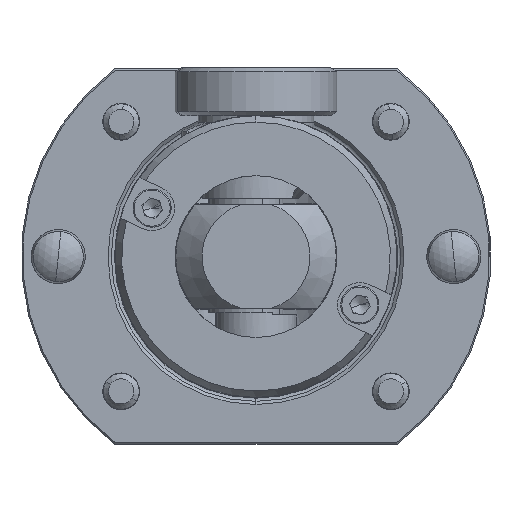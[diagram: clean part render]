
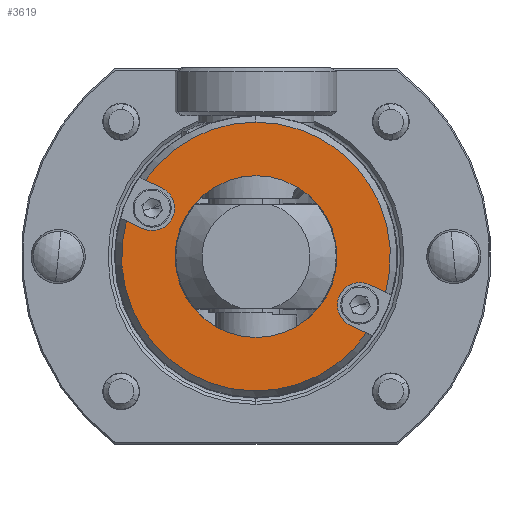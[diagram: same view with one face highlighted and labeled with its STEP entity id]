
A CAD part, left-side view. The second image highlights one B-rep face of the part: STEP entity #3619.
In plain terms, the highlighted planar face has unit normal (-1, 0, 0).
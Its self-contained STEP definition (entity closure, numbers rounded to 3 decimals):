
#128 = DIRECTION ( 'NONE',  ( 1., 0., 0. ) ) ;
#523 = ORIENTED_EDGE ( 'NONE', *, *, #27677, .F. ) ;
#617 = VERTEX_POINT ( 'NONE', #30181 ) ;
#779 = CARTESIAN_POINT ( 'NONE',  ( -86.8, 0., 0. ) ) ;
#1199 = VERTEX_POINT ( 'NONE', #26357 ) ;
#1310 = CIRCLE ( 'NONE', #4308, 29.907 ) ;
#1649 = DIRECTION ( 'NONE',  ( 0., 0., -1. ) ) ;
#2562 = AXIS2_PLACEMENT_3D ( 'NONE', #3005, #2994, #2930 ) ;
#2738 = VERTEX_POINT ( 'NONE', #19290 ) ;
#2827 = CARTESIAN_POINT ( 'NONE',  ( -86.8, 24.61, 16.993 ) ) ;
#2854 = VECTOR ( 'NONE', #24550, 1000. ) ;
#2930 = DIRECTION ( 'NONE',  ( 0., 0., 1. ) ) ;
#2994 = DIRECTION ( 'NONE',  ( -1., 0., 0. ) ) ;
#3005 = CARTESIAN_POINT ( 'NONE',  ( -86.8, 18., 0. ) ) ;
#3331 = DIRECTION ( 'NONE',  ( 0., 0., -1. ) ) ;
#3619 = ADVANCED_FACE ( 'NONE', ( #4044, #6374 ), #4883, .T. ) ;
#3972 = CARTESIAN_POINT ( 'NONE',  ( -86.8, -20.998, -15.308 ) ) ;
#4044 = FACE_OUTER_BOUND ( 'NONE', #5256, .T. ) ;
#4308 = AXIS2_PLACEMENT_3D ( 'NONE', #11201, #28464, #13659 ) ;
#4883 = PLANE ( 'NONE',  #2562 ) ;
#5256 = EDGE_LOOP ( 'NONE', ( #30536, #12187, #15589, #523, #30600, #24514, #17183, #19472, #26535, #19349 ) ) ;
#5443 = AXIS2_PLACEMENT_3D ( 'NONE', #31381, #16529, #1649 ) ;
#5486 = CIRCLE ( 'NONE', #13390, 29.907 ) ;
#6374 = FACE_BOUND ( 'NONE', #13878, .T. ) ;
#6419 = CIRCLE ( 'NONE', #5443, 18. ) ;
#6804 = VECTOR ( 'NONE', #26479, 1000. ) ;
#7358 = CARTESIAN_POINT ( 'NONE',  ( -86.8, 25.936, 17.611 ) ) ;
#8549 = CARTESIAN_POINT ( 'NONE',  ( -86.8, 28.836, 7.93 ) ) ;
#8613 = CIRCLE ( 'NONE', #10688, 18. ) ;
#9257 = VERTEX_POINT ( 'NONE', #2827 ) ;
#9653 = VERTEX_POINT ( 'NONE', #31147 ) ;
#10141 = CARTESIAN_POINT ( 'NONE',  ( -86.8, -23.111, -10.777 ) ) ;
#10244 = LINE ( 'NONE', #31109, #27557 ) ;
#10245 = LINE ( 'NONE', #7358, #2854 ) ;
#10688 = AXIS2_PLACEMENT_3D ( 'NONE', #12022, #29288, #14458 ) ;
#10781 = ORIENTED_EDGE ( 'NONE', *, *, #25393, .T. ) ;
#11201 = CARTESIAN_POINT ( 'NONE',  ( -86.8, 0., 0. ) ) ;
#11274 = DIRECTION ( 'NONE',  ( -1., 0., 0. ) ) ;
#12022 = CARTESIAN_POINT ( 'NONE',  ( -86.8, 0., 0. ) ) ;
#12130 = DIRECTION ( 'NONE',  ( 0., 0., -1. ) ) ;
#12187 = ORIENTED_EDGE ( 'NONE', *, *, #13450, .F. ) ;
#12641 = DIRECTION ( 'NONE',  ( 0., 0., 1. ) ) ;
#12923 = CARTESIAN_POINT ( 'NONE',  ( -86.8, -23.111, -10.777 ) ) ;
#13326 = LINE ( 'NONE', #3972, #6804 ) ;
#13390 = AXIS2_PLACEMENT_3D ( 'NONE', #23696, #128, #12130 ) ;
#13415 = CARTESIAN_POINT ( 'NONE',  ( -86.8, 30.162, 8.548 ) ) ;
#13450 = EDGE_CURVE ( 'NONE', #14191, #21243, #5486, .T. ) ;
#13659 = DIRECTION ( 'NONE',  ( 0., 0., -1. ) ) ;
#13878 = EDGE_LOOP ( 'NONE', ( #10781, #14309 ) ) ;
#14191 = VERTEX_POINT ( 'NONE', #22730 ) ;
#14288 = AXIS2_PLACEMENT_3D ( 'NONE', #10141, #27362, #12641 ) ;
#14309 = ORIENTED_EDGE ( 'NONE', *, *, #26707, .T. ) ;
#14458 = DIRECTION ( 'NONE',  ( 0., 0., -1. ) ) ;
#15388 = DIRECTION ( 'NONE',  ( 0., 0., 1. ) ) ;
#15589 = ORIENTED_EDGE ( 'NONE', *, *, #27516, .F. ) ;
#15792 = LINE ( 'NONE', #13415, #28934 ) ;
#16066 = VERTEX_POINT ( 'NONE', #29814 ) ;
#16272 = DIRECTION ( 'NONE',  ( 0., 0.906, 0.423 ) ) ;
#16529 = DIRECTION ( 'NONE',  ( 1., 0., 0. ) ) ;
#17183 = ORIENTED_EDGE ( 'NONE', *, *, #26003, .F. ) ;
#18085 = DIRECTION ( 'NONE',  ( 1., 0., 0. ) ) ;
#18197 = CARTESIAN_POINT ( 'NONE',  ( -86.8, -24.61, -16.993 ) ) ;
#18266 = CARTESIAN_POINT ( 'NONE',  ( -86.8, 0., 18. ) ) ;
#19290 = CARTESIAN_POINT ( 'NONE',  ( -86.8, 25.224, 6.245 ) ) ;
#19349 = ORIENTED_EDGE ( 'NONE', *, *, #23350, .F. ) ;
#19403 = EDGE_CURVE ( 'NONE', #16066, #9257, #10245, .T. ) ;
#19472 = ORIENTED_EDGE ( 'NONE', *, *, #22740, .F. ) ;
#21164 = CIRCLE ( 'NONE', #32123, 5. ) ;
#21243 = VERTEX_POINT ( 'NONE', #8549 ) ;
#22730 = CARTESIAN_POINT ( 'NONE',  ( -86.8, 0., -29.907 ) ) ;
#22740 = EDGE_CURVE ( 'NONE', #9257, #1199, #26241, .T. ) ;
#23157 = EDGE_CURVE ( 'NONE', #29516, #617, #31350, .T. ) ;
#23350 = EDGE_CURVE ( 'NONE', #2738, #16066, #21164, .T. ) ;
#23696 = CARTESIAN_POINT ( 'NONE',  ( -86.8, 0., 0. ) ) ;
#24107 = VERTEX_POINT ( 'NONE', #30130 ) ;
#24514 = ORIENTED_EDGE ( 'NONE', *, *, #23157, .F. ) ;
#24550 = DIRECTION ( 'NONE',  ( 0., 0.906, 0.423 ) ) ;
#25393 = EDGE_CURVE ( 'NONE', #9653, #30539, #6419, .T. ) ;
#26003 = EDGE_CURVE ( 'NONE', #1199, #29516, #10244, .T. ) ;
#26005 = CARTESIAN_POINT ( 'NONE',  ( -86.8, 23.111, 10.777 ) ) ;
#26241 = CIRCLE ( 'NONE', #30165, 29.907 ) ;
#26357 = CARTESIAN_POINT ( 'NONE',  ( -86.8, -28.836, -7.93 ) ) ;
#26479 = DIRECTION ( 'NONE',  ( 0., -0.906, -0.423 ) ) ;
#26535 = ORIENTED_EDGE ( 'NONE', *, *, #19403, .F. ) ;
#26621 = CIRCLE ( 'NONE', #14288, 5. ) ;
#26707 = EDGE_CURVE ( 'NONE', #30539, #9653, #8613, .T. ) ;
#27362 = DIRECTION ( 'NONE',  ( -1., 0., 0. ) ) ;
#27516 = EDGE_CURVE ( 'NONE', #30067, #14191, #1310, .T. ) ;
#27557 = VECTOR ( 'NONE', #16272, 1000. ) ;
#27677 = EDGE_CURVE ( 'NONE', #24107, #30067, #13326, .T. ) ;
#28464 = DIRECTION ( 'NONE',  ( 1., 0., 0. ) ) ;
#28541 = DIRECTION ( 'NONE',  ( 0., 0., 1. ) ) ;
#28934 = VECTOR ( 'NONE', #30728, 1000. ) ;
#29288 = DIRECTION ( 'NONE',  ( 1., 0., 0. ) ) ;
#29516 = VERTEX_POINT ( 'NONE', #30059 ) ;
#29814 = CARTESIAN_POINT ( 'NONE',  ( -86.8, 20.998, 15.308 ) ) ;
#30059 = CARTESIAN_POINT ( 'NONE',  ( -86.8, -25.224, -6.245 ) ) ;
#30067 = VERTEX_POINT ( 'NONE', #18197 ) ;
#30130 = CARTESIAN_POINT ( 'NONE',  ( -86.8, -20.998, -15.308 ) ) ;
#30165 = AXIS2_PLACEMENT_3D ( 'NONE', #779, #18085, #3331 ) ;
#30181 = CARTESIAN_POINT ( 'NONE',  ( -86.8, -23.111, -5.777 ) ) ;
#30195 = DIRECTION ( 'NONE',  ( -1., 0., 0. ) ) ;
#30269 = EDGE_CURVE ( 'NONE', #617, #24107, #26621, .T. ) ;
#30536 = ORIENTED_EDGE ( 'NONE', *, *, #31079, .F. ) ;
#30539 = VERTEX_POINT ( 'NONE', #18266 ) ;
#30600 = ORIENTED_EDGE ( 'NONE', *, *, #30269, .F. ) ;
#30728 = DIRECTION ( 'NONE',  ( 0., -0.906, -0.423 ) ) ;
#31066 = AXIS2_PLACEMENT_3D ( 'NONE', #12923, #30195, #15388 ) ;
#31079 = EDGE_CURVE ( 'NONE', #21243, #2738, #15792, .T. ) ;
#31109 = CARTESIAN_POINT ( 'NONE',  ( -86.8, -25.224, -6.245 ) ) ;
#31147 = CARTESIAN_POINT ( 'NONE',  ( -86.8, 0., -18. ) ) ;
#31350 = CIRCLE ( 'NONE', #31066, 5. ) ;
#31381 = CARTESIAN_POINT ( 'NONE',  ( -86.8, 0., 0. ) ) ;
#32123 = AXIS2_PLACEMENT_3D ( 'NONE', #26005, #11274, #28541 ) ;
